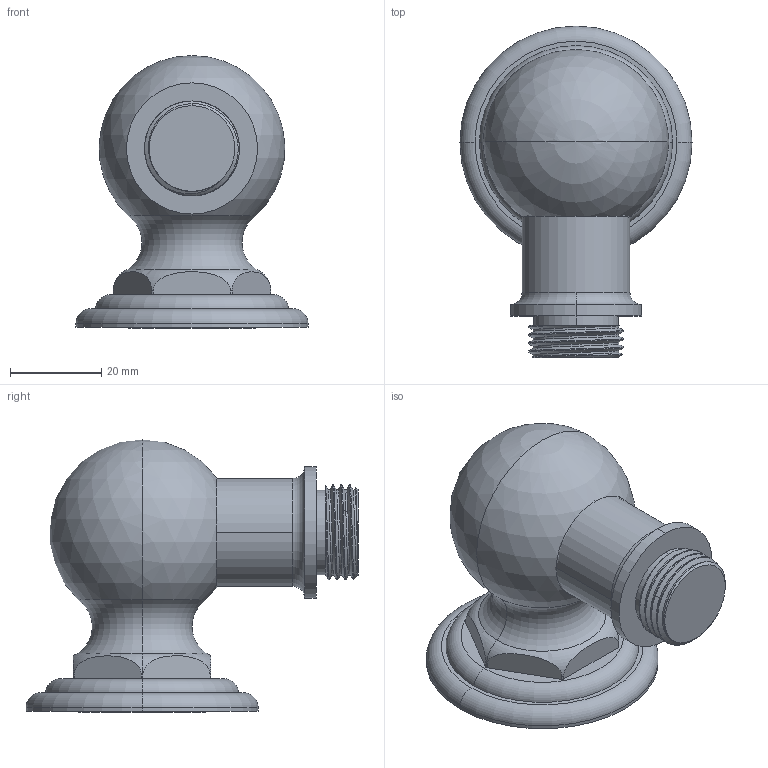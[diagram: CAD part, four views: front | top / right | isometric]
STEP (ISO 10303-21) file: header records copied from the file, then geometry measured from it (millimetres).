
FILE_DESCRIPTION((''),'2;1');
FILE_NAME('285-1_WEB','2010-11-18T',('project'),(''),'PRO/ENGINEER BY PARAMETRIC TECHNOLOGY CORPORATION, 2009300','PRO/ENGINEER BY PARAMETRIC TECHNOLOGY CORPORATION, 2009300','');
FILE_SCHEMA(('CONFIG_CONTROL_DESIGN'));
Length unit declared in the file: inch
Products named in the file (1): 285-1_WEB
Bounding box: 50.8 x 72.64 x 59.69 mm (x, y, z)
Surface area: 17058.5 mm2 (no closed solid volume)
Topology: 0 solids, 8 shells, 57 faces, 140 edges, 89 vertices
Faces by surface type: cylinder 24, plane 13, torus 10, bspline 6, sphere 2, cone 2
Entity records: 3082 total; most frequent: CARTESIAN_POINT 1753, DIRECTION 278, ORIENTED_EDGE 250, EDGE_CURVE 138, AXIS2_PLACEMENT_3D 119, VERTEX_POINT 89, CIRCLE 68, EDGE_LOOP 57
